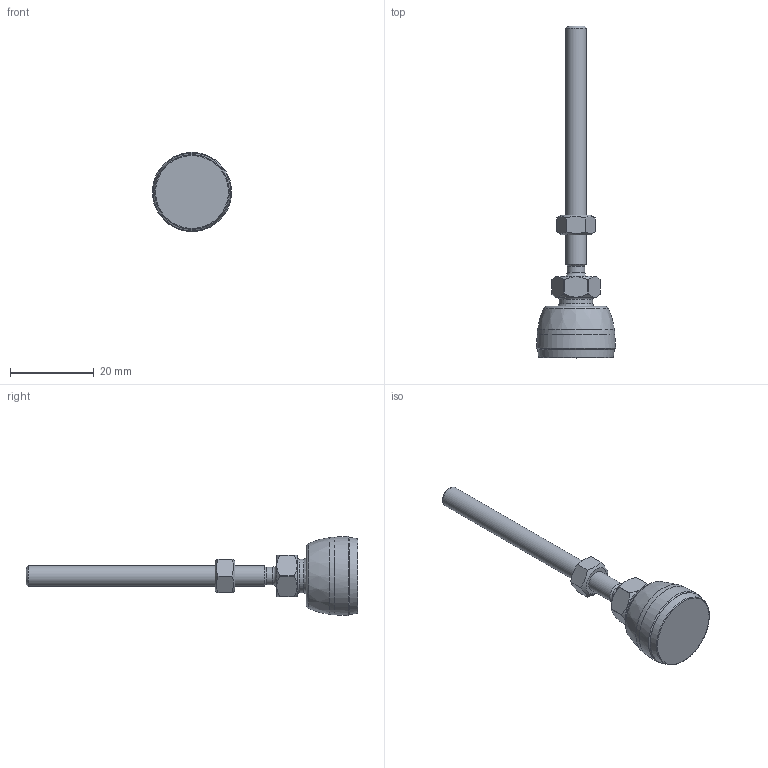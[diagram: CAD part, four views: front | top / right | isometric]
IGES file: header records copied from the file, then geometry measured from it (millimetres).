
Global section: file name: 402005L; native system: Autodesk Inventor 2018; preprocessor: unknown; author: Spacek; date: 20190202.121322; units: millimetre
Bounding box: 18.97 x 79.5 x 18.97 mm (x, y, z)
Volume: 5290.3 mm3; surface area: 3856.5 mm2
Topology: 4 solids, 4 shells, 63 faces, 173 edges, 119 vertices
Faces by surface type: bspline 63
